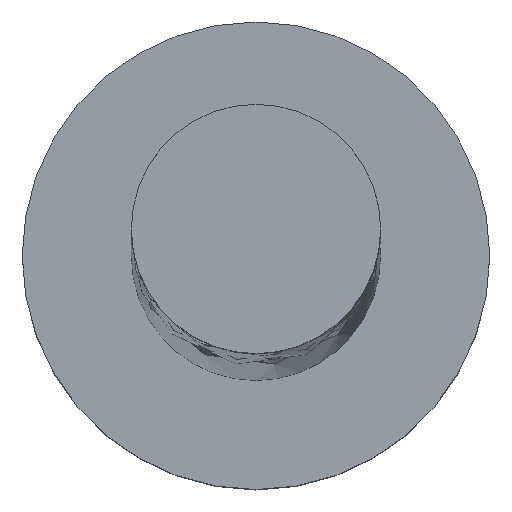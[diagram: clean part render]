
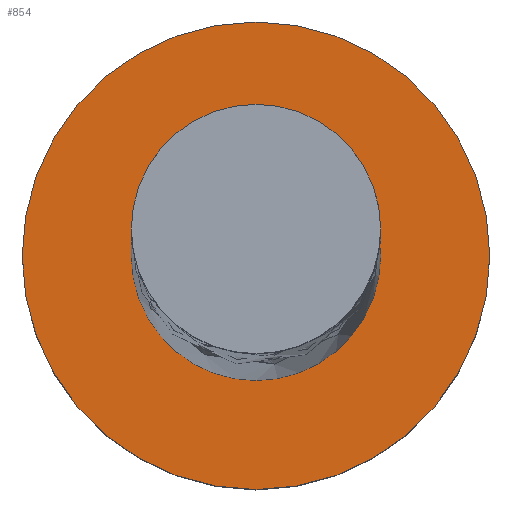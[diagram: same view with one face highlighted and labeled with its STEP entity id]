
A CAD part, top view. The second image highlights one B-rep face of the part: STEP entity #854.
In plain terms, the highlighted planar face has unit normal (0, 0, 1).
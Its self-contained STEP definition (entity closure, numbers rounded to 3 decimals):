
#4 = AXIS2_PLACEMENT_3D ( 'NONE', #1116, #1489, #1008 ) ;
#52 = DIRECTION ( 'NONE',  ( 0., 0., 1. ) ) ;
#64 = CARTESIAN_POINT ( 'NONE',  ( 0., 0., 3. ) ) ;
#137 = CARTESIAN_POINT ( 'NONE',  ( 1.6, 0., 3. ) ) ;
#175 = ORIENTED_EDGE ( 'NONE', *, *, #320, .F. ) ;
#236 = CIRCLE ( 'NONE', #1158, 3. ) ;
#302 = ORIENTED_EDGE ( 'NONE', *, *, #492, .F. ) ;
#318 = CARTESIAN_POINT ( 'NONE',  ( 3., 0., 3. ) ) ;
#320 = EDGE_CURVE ( 'NONE', #965, #1438, #521, .T. ) ;
#427 = AXIS2_PLACEMENT_3D ( 'NONE', #64, #568, #444 ) ;
#441 = DIRECTION ( 'NONE',  ( 1., 0., 0. ) ) ;
#444 = DIRECTION ( 'NONE',  ( 1., 0., 0. ) ) ;
#492 = EDGE_CURVE ( 'NONE', #1438, #965, #1445, .T. ) ;
#521 = CIRCLE ( 'NONE', #4, 1.6 ) ;
#542 = EDGE_LOOP ( 'NONE', ( #302, #175 ) ) ;
#568 = DIRECTION ( 'NONE',  ( 0., 0., 1. ) ) ;
#686 = CARTESIAN_POINT ( 'NONE',  ( 0., 0., 3. ) ) ;
#696 = DIRECTION ( 'NONE',  ( 0., 0., 1. ) ) ;
#744 = VERTEX_POINT ( 'NONE', #318 ) ;
#792 = AXIS2_PLACEMENT_3D ( 'NONE', #686, #933, #1431 ) ;
#813 = ORIENTED_EDGE ( 'NONE', *, *, #1316, .T. ) ;
#828 = FACE_BOUND ( 'NONE', #542, .T. ) ;
#854 = ADVANCED_FACE ( 'NONE', ( #828, #1191 ), #1077, .T. ) ;
#933 = DIRECTION ( 'NONE',  ( 0., 0., 1. ) ) ;
#941 = CARTESIAN_POINT ( 'NONE',  ( 0., 0., 3. ) ) ;
#965 = VERTEX_POINT ( 'NONE', #137 ) ;
#1004 = CIRCLE ( 'NONE', #1136, 3. ) ;
#1008 = DIRECTION ( 'NONE',  ( 1., 0., 0. ) ) ;
#1060 = ORIENTED_EDGE ( 'NONE', *, *, #1368, .T. ) ;
#1077 = PLANE ( 'NONE',  #427 ) ;
#1116 = CARTESIAN_POINT ( 'NONE',  ( 0., 0., 3. ) ) ;
#1122 = CARTESIAN_POINT ( 'NONE',  ( -1.6, 0., 3. ) ) ;
#1136 = AXIS2_PLACEMENT_3D ( 'NONE', #1433, #696, #441 ) ;
#1158 = AXIS2_PLACEMENT_3D ( 'NONE', #941, #52, #1327 ) ;
#1191 = FACE_OUTER_BOUND ( 'NONE', #1245, .T. ) ;
#1245 = EDGE_LOOP ( 'NONE', ( #1060, #813 ) ) ;
#1316 = EDGE_CURVE ( 'NONE', #744, #1514, #1004, .T. ) ;
#1327 = DIRECTION ( 'NONE',  ( 1., 0., 0. ) ) ;
#1368 = EDGE_CURVE ( 'NONE', #1514, #744, #236, .T. ) ;
#1431 = DIRECTION ( 'NONE',  ( 1., 0., 0. ) ) ;
#1433 = CARTESIAN_POINT ( 'NONE',  ( 0., 0., 3. ) ) ;
#1438 = VERTEX_POINT ( 'NONE', #1122 ) ;
#1445 = CIRCLE ( 'NONE', #792, 1.6 ) ;
#1489 = DIRECTION ( 'NONE',  ( 0., 0., 1. ) ) ;
#1514 = VERTEX_POINT ( 'NONE', #1617 ) ;
#1617 = CARTESIAN_POINT ( 'NONE',  ( -3., 0., 3. ) ) ;
